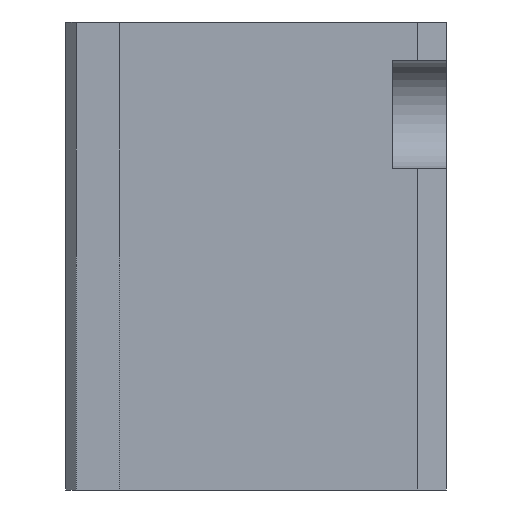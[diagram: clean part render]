
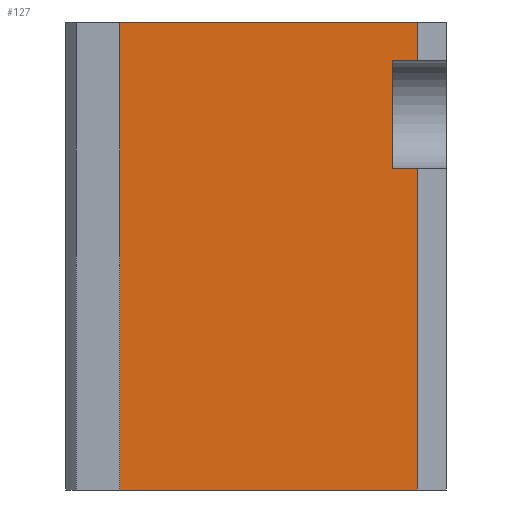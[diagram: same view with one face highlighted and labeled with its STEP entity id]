
A CAD part, left-side view. The second image highlights one B-rep face of the part: STEP entity #127.
In plain terms, the highlighted planar face has unit normal (-1, 0, 0).
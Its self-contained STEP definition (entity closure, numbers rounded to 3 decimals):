
#127 = ADVANCED_FACE( '', ( #255 ), #256, .T. );
#255 = FACE_OUTER_BOUND( '', #403, .T. );
#256 = PLANE( '', #404 );
#403 = EDGE_LOOP( '', ( #863, #864, #865, #866, #867, #868, #869, #870 ) );
#404 = AXIS2_PLACEMENT_3D( '', #871, #872, #873 );
#863 = ORIENTED_EDGE( '', *, *, #1175, .T. );
#864 = ORIENTED_EDGE( '', *, *, #1170, .T. );
#865 = ORIENTED_EDGE( '', *, *, #1164, .T. );
#866 = ORIENTED_EDGE( '', *, *, #1180, .T. );
#867 = ORIENTED_EDGE( '', *, *, #1127, .T. );
#868 = ORIENTED_EDGE( '', *, *, #1181, .F. );
#869 = ORIENTED_EDGE( '', *, *, #1182, .T. );
#870 = ORIENTED_EDGE( '', *, *, #1183, .T. );
#871 = CARTESIAN_POINT( '', ( -25.5, 2.7, 0. ) );
#872 = DIRECTION( '', ( -1., 0., 0. ) );
#873 = DIRECTION( '', ( 0., -1., 0. ) );
#1127 = EDGE_CURVE( '', #1401, #1399, #1402, .T. );
#1164 = EDGE_CURVE( '', #1451, #1452, #1453, .T. );
#1170 = EDGE_CURVE( '', #1462, #1451, #1463, .T. );
#1175 = EDGE_CURVE( '', #1470, #1462, #1471, .T. );
#1180 = EDGE_CURVE( '', #1452, #1401, #1478, .T. );
#1181 = EDGE_CURVE( '', #1479, #1399, #1480, .T. );
#1182 = EDGE_CURVE( '', #1479, #1481, #1482, .T. );
#1183 = EDGE_CURVE( '', #1481, #1470, #1483, .T. );
#1399 = VERTEX_POINT( '', #1866 );
#1401 = VERTEX_POINT( '', #1869 );
#1402 = LINE( '', #1870, #1871 );
#1451 = VERTEX_POINT( '', #1984 );
#1452 = VERTEX_POINT( '', #1985 );
#1453 = LINE( '', #1986, #1987 );
#1462 = VERTEX_POINT( '', #2001 );
#1463 = LINE( '', #2002, #2003 );
#1470 = VERTEX_POINT( '', #2012 );
#1471 = LINE( '', #2013, #2014 );
#1478 = LINE( '', #2025, #2026 );
#1479 = VERTEX_POINT( '', #2027 );
#1480 = LINE( '', #2028, #2029 );
#1481 = VERTEX_POINT( '', #2030 );
#1482 = LINE( '', #2031, #2032 );
#1483 = LINE( '', #2033, #2034 );
#1866 = CARTESIAN_POINT( '', ( -25.5, 30., 43. ) );
#1869 = CARTESIAN_POINT( '', ( -25.5, 2.7, 43. ) );
#1870 = CARTESIAN_POINT( '', ( -25.5, 30., 43. ) );
#1871 = VECTOR( '', #2263, 1. );
#1984 = CARTESIAN_POINT( '', ( -25.5, 5., 39.5 ) );
#1985 = CARTESIAN_POINT( '', ( -25.5, 2.7, 39.5 ) );
#1986 = CARTESIAN_POINT( '', ( -25.5, 3.85, 39.5 ) );
#1987 = VECTOR( '', #2338, 1. );
#2001 = CARTESIAN_POINT( '', ( -25.5, 5., 29.5 ) );
#2002 = CARTESIAN_POINT( '', ( -25.5, 5., 0. ) );
#2003 = VECTOR( '', #2344, 1. );
#2012 = CARTESIAN_POINT( '', ( -25.5, 2.7, 29.5 ) );
#2013 = CARTESIAN_POINT( '', ( -25.5, 3.85, 29.5 ) );
#2014 = VECTOR( '', #2353, 1. );
#2025 = CARTESIAN_POINT( '', ( -25.5, 2.7, 0. ) );
#2026 = VECTOR( '', #2358, 1. );
#2027 = CARTESIAN_POINT( '', ( -25.5, 30., 0. ) );
#2028 = CARTESIAN_POINT( '', ( -25.5, 30., 0. ) );
#2029 = VECTOR( '', #2359, 1. );
#2030 = CARTESIAN_POINT( '', ( -25.5, 2.7, 0. ) );
#2031 = CARTESIAN_POINT( '', ( -25.5, 30., 0. ) );
#2032 = VECTOR( '', #2360, 1. );
#2033 = CARTESIAN_POINT( '', ( -25.5, 2.7, 0. ) );
#2034 = VECTOR( '', #2361, 1. );
#2263 = DIRECTION( '', ( 0., 1., 0. ) );
#2338 = DIRECTION( '', ( 0., -1., 0. ) );
#2344 = DIRECTION( '', ( 0., 0., 1. ) );
#2353 = DIRECTION( '', ( 0., 1., 0. ) );
#2358 = DIRECTION( '', ( 0., 0., 1. ) );
#2359 = DIRECTION( '', ( 0., 0., 1. ) );
#2360 = DIRECTION( '', ( 0., -1., 0. ) );
#2361 = DIRECTION( '', ( 0., 0., 1. ) );
